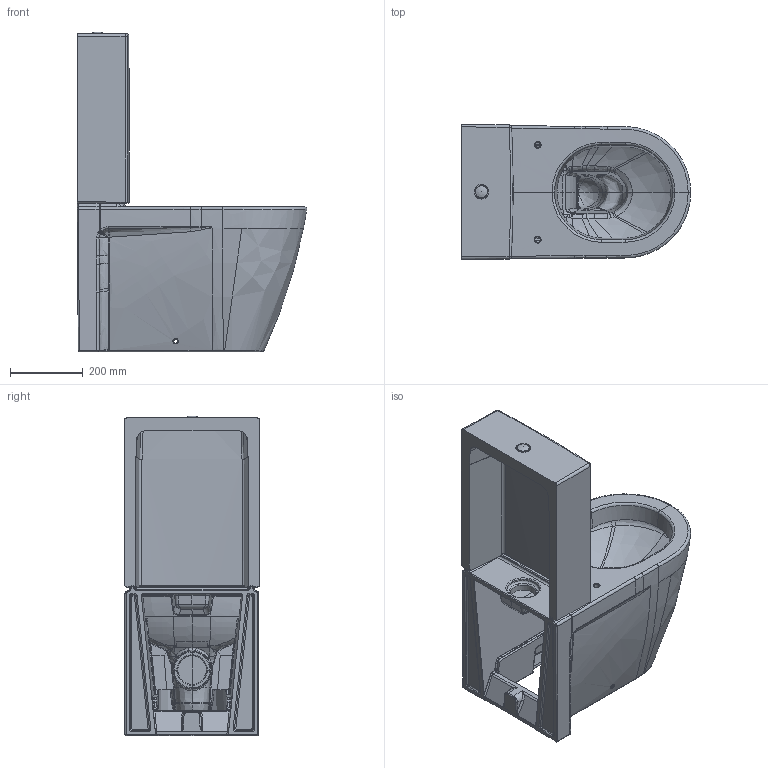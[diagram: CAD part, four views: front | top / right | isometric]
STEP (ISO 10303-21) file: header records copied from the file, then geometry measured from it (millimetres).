
FILE_DESCRIPTION((''),'2;1');
FILE_NAME('214509.stp','2012-04-10T09:54:54',('Administrator'),(''),'Autodesk Inventor 2011','Autodesk Inventor 2011','');
FILE_SCHEMA(('CONFIG_CONTROL_DESIGN'));
Length unit declared in the file: millimetre
Products named in the file (4): 214509; 093300; Taster SPK
Assembly tree (3 placements, depth 2):
  214509
    214509
    093300
    Taster SPK
Bounding box: 630 x 371 x 878.24 mm (x, y, z)
Volume: 37229878.5 mm3; surface area: 2474291.3 mm2
Topology: 3 solids, 3 shells, 1362 faces, 3297 edges, 1906 vertices
Faces by surface type: bspline 1039, plane 153, cylinder 121, torus 28, sphere 12, cone 9
Full cylindrical faces by diameter (mm): 11 x2, 15 x2, 40 x1, 70 x1
Entity records: 165407 total; most frequent: CARTESIAN_POINT 138324, ORIENTED_EDGE 6474, DIRECTION 3333, EDGE_CURVE 3237, VERTEX_POINT 1893, B_SPLINE_CURVE_WITH_KNOTS 1547, EDGE_LOOP 1386, FACE_OUTER_BOUND 1362
